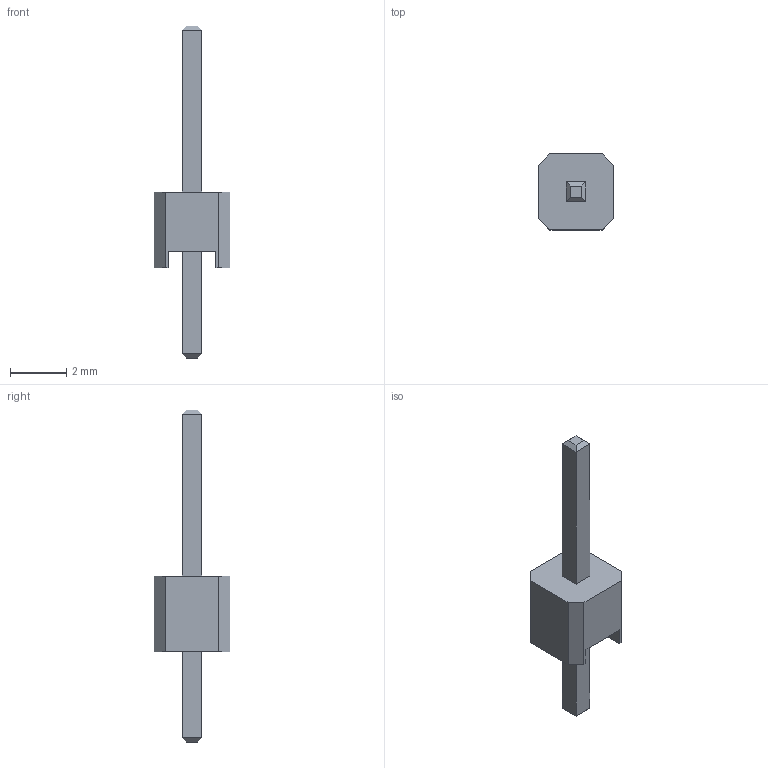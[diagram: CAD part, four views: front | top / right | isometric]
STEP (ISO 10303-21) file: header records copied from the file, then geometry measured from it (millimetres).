
FILE_DESCRIPTION(('FreeCAD Model'),'2;1');
FILE_NAME('User Library-HDR1X1 Rectangular Straight.step', '2016-03-14T13:08:06',('Author'),(''), 'Open CASCADE STEP processor 6.8','FreeCAD','Unknown');
FILE_SCHEMA(('AUTOMOTIVE_DESIGN_CC2 { 1 2 10303 214 -1 1 5 4 }'));
Length unit declared in the file: millimetre
Products named in the file (2): ASSEMBLY; User_Library-HDR1X1_Rectangular_Straight
Assembly tree (1 placements, depth 2):
  ASSEMBLY
    User_Library-HDR1X1_Rectangular_Straight
Bounding box: 2.7 x 2.7 x 11.8 mm (x, y, z)
Volume: 20.8 mm3; surface area: 68.4 mm2
Topology: 1 solids, 1 shells, 32 faces, 76 edges, 48 vertices
Faces by surface type: plane 32
Entity records: 2139 total; most frequent: CARTESIAN_POINT 310, DIRECTION 296, LINE 228, VECTOR 228, ORIENTED_EDGE 152, PCURVE 152, DEFINITIONAL_REPRESENTATION 152, EDGE_CURVE 76
